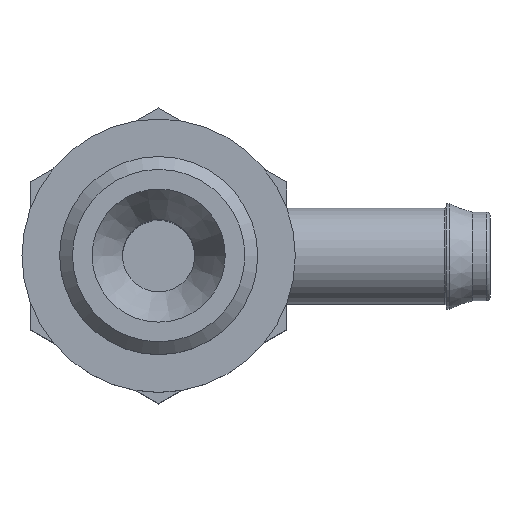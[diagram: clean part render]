
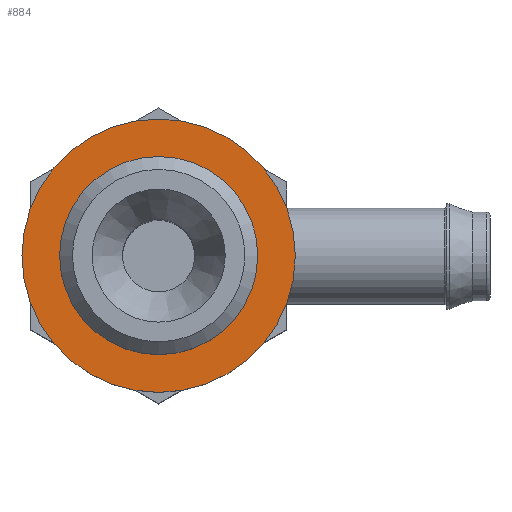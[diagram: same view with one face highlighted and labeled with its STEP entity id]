
A CAD part, top view. The second image highlights one B-rep face of the part: STEP entity #884.
In plain terms, the highlighted planar face has unit normal (0, 0, 1).
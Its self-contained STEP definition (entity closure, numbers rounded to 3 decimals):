
#337=ORIENTED_EDGE('',*,*,#478,.F.);
#338=ORIENTED_EDGE('',*,*,#479,.T.);
#478=EDGE_CURVE('',#564,#564,#613,.T.);
#479=EDGE_CURVE('',#565,#565,#614,.T.);
#564=VERTEX_POINT('',#1616);
#565=VERTEX_POINT('',#1619);
#613=CIRCLE('',#1002,6.223);
#614=CIRCLE('',#1004,9.075);
#696=EDGE_LOOP('',(#337));
#697=EDGE_LOOP('',(#338));
#787=FACE_BOUND('',#696,.T.);
#788=FACE_BOUND('',#697,.T.);
#826=PLANE('',#1003);
#884=ADVANCED_FACE('',(#787,#788),#826,.F.);
#1002=AXIS2_PLACEMENT_3D('',#1615,#1252,#1253);
#1003=AXIS2_PLACEMENT_3D('',#1617,#1254,#1255);
#1004=AXIS2_PLACEMENT_3D('',#1618,#1256,#1257);
#1252=DIRECTION('',(0.,0.,1.));
#1253=DIRECTION('',(1.,0.,0.));
#1254=DIRECTION('',(0.,0.,-1.));
#1255=DIRECTION('',(-1.,0.,0.));
#1256=DIRECTION('',(0.,0.,1.));
#1257=DIRECTION('',(1.,0.,0.));
#1615=CARTESIAN_POINT('',(0.,0.,27.35));
#1616=CARTESIAN_POINT('',(6.223,0.,27.35));
#1617=CARTESIAN_POINT('',(8.5,0.,27.35));
#1618=CARTESIAN_POINT('',(0.,0.,27.35));
#1619=CARTESIAN_POINT('',(9.075,0.,27.35));
